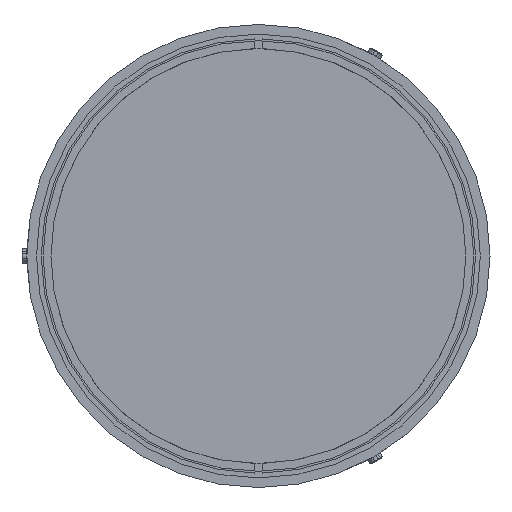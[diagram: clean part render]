
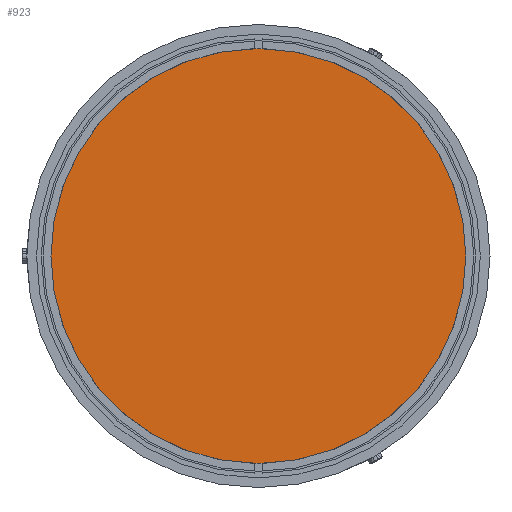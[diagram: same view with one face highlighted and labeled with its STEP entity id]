
A CAD part, left-side view. The second image highlights one B-rep face of the part: STEP entity #923.
In plain terms, the highlighted planar face has unit normal (-1, 0, 0).
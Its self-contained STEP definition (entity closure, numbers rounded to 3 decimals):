
#222 = CIRCLE ( 'NONE', #14285, 43.788 ) ;
#923 = ADVANCED_FACE ( 'NONE', ( #4224 ), #5600, .F. ) ;
#1236 = DIRECTION ( 'NONE',  ( 0., 0., 1. ) ) ;
#2079 = VERTEX_POINT ( 'NONE', #13379 ) ;
#2169 = DIRECTION ( 'NONE',  ( 1., 0., 0. ) ) ;
#2488 = DIRECTION ( 'NONE',  ( -1., 0., 0. ) ) ;
#2737 = EDGE_LOOP ( 'NONE', ( #10040, #3749 ) ) ;
#3749 = ORIENTED_EDGE ( 'NONE', *, *, #8366, .T. ) ;
#3827 = AXIS2_PLACEMENT_3D ( 'NONE', #10266, #5784, #5567 ) ;
#4224 = FACE_OUTER_BOUND ( 'NONE', #2737, .T. ) ;
#5567 = DIRECTION ( 'NONE',  ( 0., 0., 1. ) ) ;
#5600 = PLANE ( 'NONE',  #9880 ) ;
#5784 = DIRECTION ( 'NONE',  ( -1., 0., 0. ) ) ;
#5991 = CARTESIAN_POINT ( 'NONE',  ( 0., 0., 0. ) ) ;
#6780 = CARTESIAN_POINT ( 'NONE',  ( 0., 0., 43.788 ) ) ;
#8366 = EDGE_CURVE ( 'NONE', #10923, #2079, #10144, .T. ) ;
#8973 = CARTESIAN_POINT ( 'NONE',  ( 0., 0., 0. ) ) ;
#9880 = AXIS2_PLACEMENT_3D ( 'NONE', #8973, #2169, #13321 ) ;
#10040 = ORIENTED_EDGE ( 'NONE', *, *, #11351, .T. ) ;
#10144 = CIRCLE ( 'NONE', #3827, 43.788 ) ;
#10266 = CARTESIAN_POINT ( 'NONE',  ( 0., 0., 0. ) ) ;
#10923 = VERTEX_POINT ( 'NONE', #6780 ) ;
#11351 = EDGE_CURVE ( 'NONE', #2079, #10923, #222, .T. ) ;
#13321 = DIRECTION ( 'NONE',  ( 0., 0., -1. ) ) ;
#13379 = CARTESIAN_POINT ( 'NONE',  ( 0., 0., -43.788 ) ) ;
#14285 = AXIS2_PLACEMENT_3D ( 'NONE', #5991, #2488, #1236 ) ;
